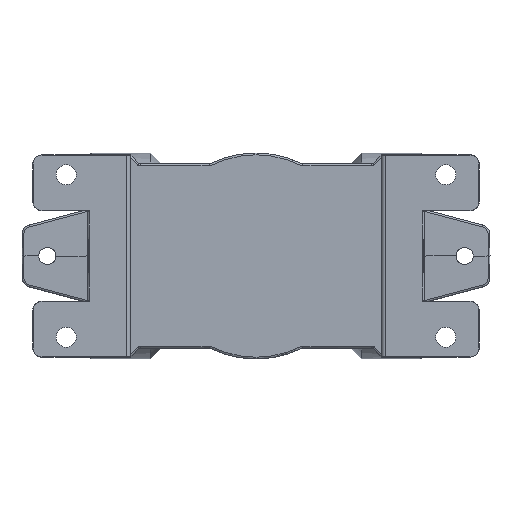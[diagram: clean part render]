
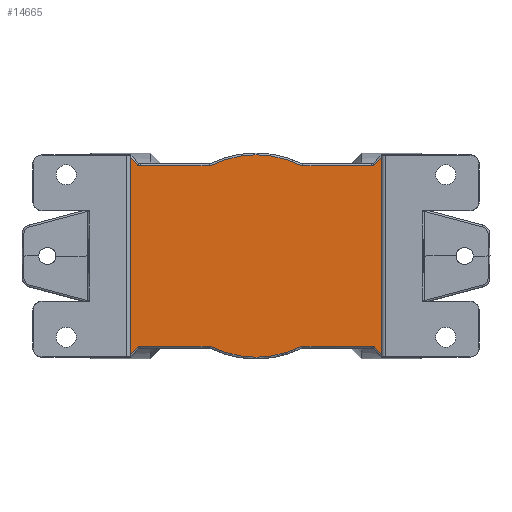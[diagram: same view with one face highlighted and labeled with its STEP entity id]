
A CAD part, front view. The second image highlights one B-rep face of the part: STEP entity #14665.
In plain terms, the highlighted planar face has unit normal (0, -1, 0).
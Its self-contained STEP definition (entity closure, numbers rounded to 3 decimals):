
#633=DIRECTION('',(1.,0.,0.));
#634=VECTOR('',#633,19.365);
#635=CARTESIAN_POINT('',(-32.061,-5.5,
-24.956));
#636=LINE('',#635,#634);
#641=CARTESIAN_POINT('',(-32.768,-5.5,
-25.249));
#642=CARTESIAN_POINT('',(-32.702,-5.5,
-25.185));
#643=CARTESIAN_POINT('',(-32.561,-5.5,
-25.077));
#644=CARTESIAN_POINT('',(-32.321,-5.5,
-24.979));
#645=CARTESIAN_POINT('',(-32.15,-5.5,
-24.957));
#646=CARTESIAN_POINT('',(-32.061,-5.5,
-24.956));
#682=CARTESIAN_POINT('',(-34.75,-5.5,27.231));
#684=DIRECTION('',(0.,0.,-1.));
#685=VECTOR('',#684,54.462);
#686=CARTESIAN_POINT('',(-34.75,-5.5,27.231));
#687=LINE('',#686,#685);
#688=CARTESIAN_POINT('',(-34.75,-5.5,-27.231));
#729=CARTESIAN_POINT('',(-32.061,-5.5,24.956));
#730=CARTESIAN_POINT('',(-32.153,-5.5,24.958));
#731=CARTESIAN_POINT('',(-32.329,-5.5,24.981));
#732=CARTESIAN_POINT('',(-32.568,-5.5,25.082));
#733=CARTESIAN_POINT('',(-32.705,-5.5,25.187));
#734=CARTESIAN_POINT('',(-32.768,-5.5,25.249));
#745=DIRECTION('',(-1.,0.,0.));
#746=VECTOR('',#745,19.365);
#747=CARTESIAN_POINT('',(-12.696,-5.5,24.956));
#748=LINE('',#747,#746);
#3231=CARTESIAN_POINT('',(12.696,-5.5,-24.956));
#3261=DIRECTION('',(1.,0.,0.));
#3262=VECTOR('',#3261,19.365);
#3263=CARTESIAN_POINT('',(12.696,-5.5,-24.956));
#3264=LINE('',#3263,#3262);
#3270=CARTESIAN_POINT('',(32.061,-5.5,
-24.956));
#3271=CARTESIAN_POINT('',(32.153,-5.5,
-24.958));
#3272=CARTESIAN_POINT('',(32.329,-5.5,
-24.981));
#3273=CARTESIAN_POINT('',(32.568,-5.5,
-25.082));
#3274=CARTESIAN_POINT('',(32.705,-5.5,
-25.187));
#3275=CARTESIAN_POINT('',(32.768,-5.5,
-25.249));
#3282=DIRECTION('',(-0.707,0.,0.707));
#3283=VECTOR('',#3282,2.803);
#3284=CARTESIAN_POINT('',(34.75,-5.5,-27.231));
#3285=LINE('',#3284,#3283);
#3286=CARTESIAN_POINT('',(0.,-5.5,0.));
#3287=DIRECTION('',(0.,1.,0.));
#3288=DIRECTION('',(0.453,0.,-0.891));
#3289=AXIS2_PLACEMENT_3D('',#3286,#3287,#3288);
#3291=DIRECTION('',(-0.707,0.,-0.707));
#3292=VECTOR('',#3291,2.803);
#3293=CARTESIAN_POINT('',(-32.768,-5.5,
-25.249));
#3294=LINE('',#3293,#3292);
#3295=DIRECTION('',(0.707,0.,-0.707));
#3296=VECTOR('',#3295,2.803);
#3297=CARTESIAN_POINT('',(-34.75,-5.5,27.231));
#3298=LINE('',#3297,#3296);
#3299=CARTESIAN_POINT('',(0.,-5.5,0.));
#3300=DIRECTION('',(0.,1.,0.));
#3301=DIRECTION('',(-0.453,0.,0.891));
#3302=AXIS2_PLACEMENT_3D('',#3299,#3300,#3301);
#3304=DIRECTION('',(0.707,0.,0.707));
#3305=VECTOR('',#3304,2.803);
#3306=CARTESIAN_POINT('',(32.768,-5.5,25.249));
#3307=LINE('',#3306,#3305);
#3325=DIRECTION('',(0.,0.,1.));
#3326=VECTOR('',#3325,54.462);
#3327=CARTESIAN_POINT('',(34.75,-5.5,-27.231));
#3328=LINE('',#3327,#3326);
#3709=DIRECTION('',(-1.,0.,0.));
#3710=VECTOR('',#3709,19.365);
#3711=CARTESIAN_POINT('',(32.061,-5.5,24.956));
#3712=LINE('',#3711,#3710);
#3722=CARTESIAN_POINT('',(32.768,-5.5,25.249));
#3723=CARTESIAN_POINT('',(32.702,-5.5,25.185));
#3724=CARTESIAN_POINT('',(32.561,-5.5,25.077));
#3725=CARTESIAN_POINT('',(32.321,-5.5,24.979));
#3726=CARTESIAN_POINT('',(32.15,-5.5,24.957));
#3727=CARTESIAN_POINT('',(32.061,-5.5,24.956));
#3753=CARTESIAN_POINT('',(-12.696,-5.5,24.956));
#8261=CARTESIAN_POINT('',(-32.061,-5.5,
-24.956));
#8262=VERTEX_POINT('',#8261);
#8263=CARTESIAN_POINT('',(-12.696,-5.5,-24.956));
#8264=VERTEX_POINT('',#8263);
#8265=CARTESIAN_POINT('',(-32.768,-5.5,-25.249));
#8266=VERTEX_POINT('',#8265);
#8269=VERTEX_POINT('',#688);
#8274=VERTEX_POINT('',#682);
#8279=CARTESIAN_POINT('',(-32.768,-5.5,
25.249));
#8281=VERTEX_POINT('',#8279);
#8284=CARTESIAN_POINT('',(-32.061,-5.5,24.956));
#8286=VERTEX_POINT('',#8284);
#8289=VERTEX_POINT('',#3753);
#8874=VERTEX_POINT('',#3231);
#8876=CARTESIAN_POINT('',(32.061,-5.5,-24.956));
#8878=VERTEX_POINT('',#8876);
#8879=VERTEX_POINT('',#3275);
#8882=CARTESIAN_POINT('',(34.75,-5.5,-27.231));
#8883=CARTESIAN_POINT('',(34.75,-5.5,27.231));
#8884=VERTEX_POINT('',#8882);
#8885=VERTEX_POINT('',#8883);
#8886=CARTESIAN_POINT('',(12.696,-5.5,24.956));
#8887=VERTEX_POINT('',#8886);
#8888=CARTESIAN_POINT('',(32.061,-5.5,24.956));
#8889=VERTEX_POINT('',#8888);
#8890=VERTEX_POINT('',#3722);
#14636=CARTESIAN_POINT('',(0.,-5.5,0.));
#14637=DIRECTION('',(0.,-1.,0.));
#14638=DIRECTION('',(0.,0.,-1.));
#14639=AXIS2_PLACEMENT_3D('',#14636,#14637,#14638);
#14640=PLANE('',#14639);
#14642=ORIENTED_EDGE('',*,*,#14641,.F.);
#14644=ORIENTED_EDGE('',*,*,#14643,.T.);
#14645=ORIENTED_EDGE('',*,*,#14627,.F.);
#14646=ORIENTED_EDGE('',*,*,#14600,.F.);
#14647=ORIENTED_EDGE('',*,*,#14585,.T.);
#14648=ORIENTED_EDGE('',*,*,#10907,.F.);
#14649=ORIENTED_EDGE('',*,*,#10938,.F.);
#14650=ORIENTED_EDGE('',*,*,#10956,.T.);
#14651=ORIENTED_EDGE('',*,*,#10982,.F.);
#14652=ORIENTED_EDGE('',*,*,#11014,.T.);
#14653=ORIENTED_EDGE('',*,*,#11046,.F.);
#14654=ORIENTED_EDGE('',*,*,#11064,.F.);
#14656=ORIENTED_EDGE('',*,*,#14655,.T.);
#14658=ORIENTED_EDGE('',*,*,#14657,.F.);
#14660=ORIENTED_EDGE('',*,*,#14659,.F.);
#14662=ORIENTED_EDGE('',*,*,#14661,.T.);
#14663=EDGE_LOOP('',(#14642,#14644,#14645,#14646,#14647,#14648,#14649,#14650,
#14651,#14652,#14653,#14654,#14656,#14658,#14660,#14662));
#14664=FACE_OUTER_BOUND('',#14663,.F.);
#14665=ADVANCED_FACE('',(#14664),#14640,.T.);
#647=B_SPLINE_CURVE_WITH_KNOTS('',3,(#641,#642,#643,#644,#645,#646),
.UNSPECIFIED.,.F.,.F.,(4,1,1,4),(0.,0.333,0.667,1.),
.UNSPECIFIED.);
#735=B_SPLINE_CURVE_WITH_KNOTS('',3,(#729,#730,#731,#732,#733,#734),
.UNSPECIFIED.,.F.,.F.,(4,1,1,4),(0.,0.333,0.667,1.),
.UNSPECIFIED.);
#3276=B_SPLINE_CURVE_WITH_KNOTS('',3,(#3270,#3271,#3272,#3273,#3274,#3275),
.UNSPECIFIED.,.F.,.F.,(4,1,1,4),(0.,0.333,0.667,1.),
.UNSPECIFIED.);
#3290=CIRCLE('',#3289,28.);
#3303=CIRCLE('',#3302,28.);
#3728=B_SPLINE_CURVE_WITH_KNOTS('',3,(#3722,#3723,#3724,#3725,#3726,#3727),
.UNSPECIFIED.,.F.,.F.,(4,1,1,4),(0.,0.333,0.667,1.),
.UNSPECIFIED.);
#10907=EDGE_CURVE('',#8262,#8264,#636,.T.);
#10938=EDGE_CURVE('',#8266,#8262,#647,.T.);
#10956=EDGE_CURVE('',#8266,#8269,#3294,.T.);
#10982=EDGE_CURVE('',#8274,#8269,#687,.T.);
#11014=EDGE_CURVE('',#8274,#8281,#3298,.T.);
#11046=EDGE_CURVE('',#8286,#8281,#735,.T.);
#11064=EDGE_CURVE('',#8289,#8286,#748,.T.);
#14585=EDGE_CURVE('',#8874,#8264,#3290,.T.);
#14600=EDGE_CURVE('',#8874,#8878,#3264,.T.);
#14627=EDGE_CURVE('',#8878,#8879,#3276,.T.);
#14641=EDGE_CURVE('',#8884,#8885,#3328,.T.);
#14643=EDGE_CURVE('',#8884,#8879,#3285,.T.);
#14655=EDGE_CURVE('',#8289,#8887,#3303,.T.);
#14657=EDGE_CURVE('',#8889,#8887,#3712,.T.);
#14659=EDGE_CURVE('',#8890,#8889,#3728,.T.);
#14661=EDGE_CURVE('',#8890,#8885,#3307,.T.);
